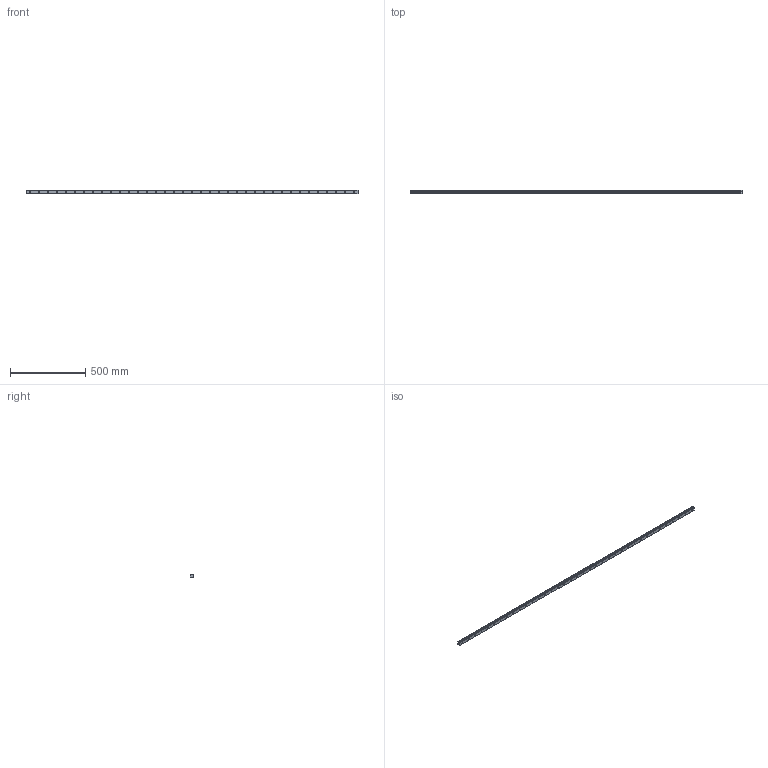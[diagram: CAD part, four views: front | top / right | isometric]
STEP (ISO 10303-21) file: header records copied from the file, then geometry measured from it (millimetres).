
FILE_DESCRIPTION (( 'STEP AP214' ), '1' );
FILE_NAME ('SHS25C1SS-2210L_G25_0_B-M6F_1059_0_0_0_1.STEP', '2021-06-18T13:54:10', ( '' ), ( '' ), 'SwSTEP 2.0', 'SolidWorks 2021', '' );
FILE_SCHEMA (( 'AUTOMOTIVE_DESIGN' ));
Length unit declared in the file: millimetre
Products named in the file (2): _SHS25C221025 Track; SHS25C1SS-2210L_G25_0_B-M6F_1059_0_0_0_1
Assembly tree (1 placements, depth 2):
  SHS25C1SS-2210L_G25_0_B-M6F_1059_0_0_0_1
    _SHS25C221025 Track
Bounding box: 2210 x 20 x 23 mm (x, y, z)
Volume: 856844.6 mm3; surface area: 210875 mm2
Topology: 1 solids, 1 shells, 227 faces, 564 edges, 376 vertices
Faces by surface type: cylinder 174, plane 53
Entity records: 7160 total; most frequent: DIRECTION 1374, CARTESIAN_POINT 1171, ORIENTED_EDGE 1128, AXIS2_PLACEMENT_3D 579, EDGE_CURVE 564, VERTEX_POINT 376, CIRCLE 348, EDGE_LOOP 338
